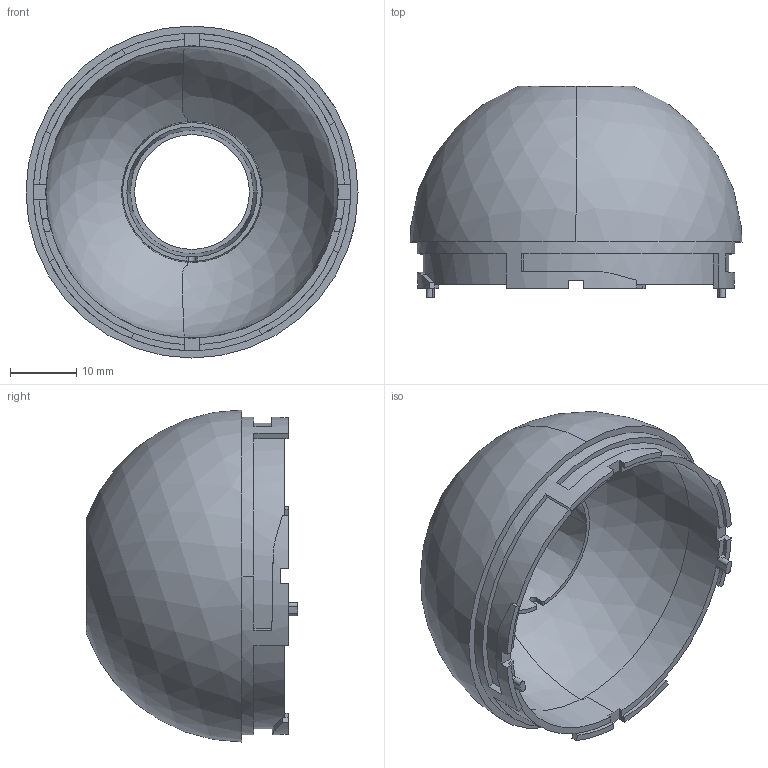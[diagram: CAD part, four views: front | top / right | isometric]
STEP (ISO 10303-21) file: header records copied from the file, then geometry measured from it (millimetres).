
FILE_DESCRIPTION((''),'2;1');
FILE_NAME('800U_R3N3腑欶','2016-06-20T',('Administrator'),(''),'CREO PARAMETRIC BY PTC INC, 2014350','CREO PARAMETRIC BY PTC INC, 2014350','');
FILE_SCHEMA(('CONFIG_CONTROL_DESIGN'));
Length unit declared in the file: millimetre
Products named in the file (1): 800U_R3N3腑欶
Bounding box: 50 x 31.86 x 50 mm (x, y, z)
Volume: 11640.9 mm3; surface area: 10381.1 mm2
Topology: 1 solids, 1 shells, 102 faces, 298 edges, 198 vertices
Faces by surface type: plane 61, cylinder 33, sphere 4, cone 4
Entity records: 4526 total; most frequent: CARTESIAN_POINT 767, ORIENTED_EDGE 596, DIRECTION 570, PRESENTATION_STYLE_ASSIGNMENT 299, STYLED_ITEM 299, CURVE_STYLE 298, EDGE_CURVE 298, AXIS2_PLACEMENT_3D 207
